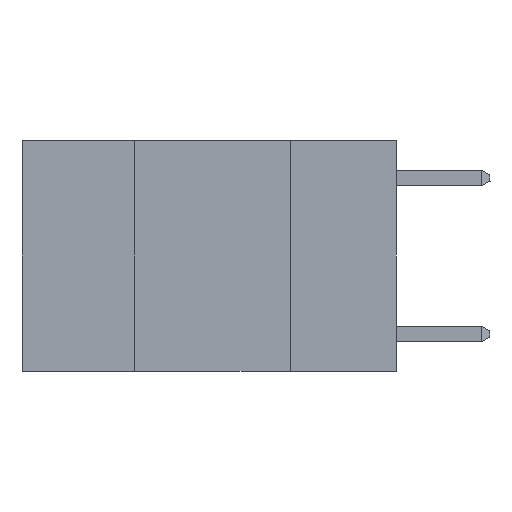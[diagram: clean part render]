
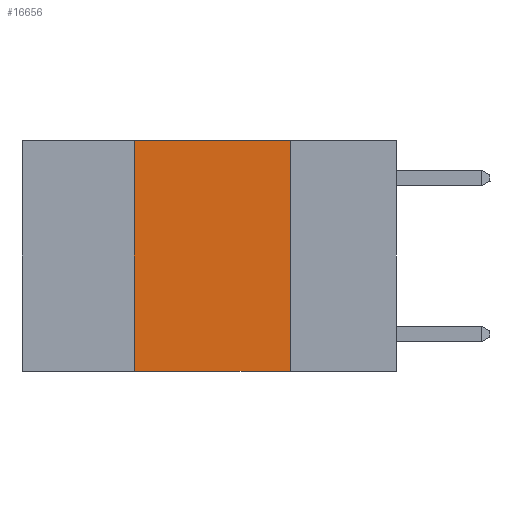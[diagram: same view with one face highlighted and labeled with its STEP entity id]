
A CAD part, left-side view. The second image highlights one B-rep face of the part: STEP entity #16656.
In plain terms, the highlighted planar face has unit normal (-1, 0, 0).
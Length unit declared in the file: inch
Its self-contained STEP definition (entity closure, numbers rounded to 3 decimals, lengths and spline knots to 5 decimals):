
#790 = VERTEX_POINT ( 'NONE', #2403 ) ;
#1125 = AXIS2_PLACEMENT_3D ( 'NONE', #19033, #20591, #10988 ) ;
#2403 = CARTESIAN_POINT ( 'NONE',  ( 0., 0.42, 0. ) ) ;
#3503 = EDGE_CURVE ( 'NONE', #5794, #13912, #19080, .T. ) ;
#4015 = EDGE_CURVE ( 'NONE', #790, #15843, #18069, .T. ) ;
#4402 = LINE ( 'NONE', #17204, #17686 ) ;
#4937 = FACE_OUTER_BOUND ( 'NONE', #16270, .T. ) ;
#5247 = EDGE_CURVE ( 'NONE', #5794, #790, #10418, .T. ) ;
#5794 = VERTEX_POINT ( 'NONE', #15160 ) ;
#7177 = DIRECTION ( 'NONE',  ( 0., -1., 0. ) ) ;
#7920 = EDGE_CURVE ( 'NONE', #15843, #13912, #4402, .T. ) ;
#7936 = CARTESIAN_POINT ( 'NONE',  ( 0., 0.6, 0. ) ) ;
#7961 = DIRECTION ( 'NONE',  ( 0., -1., 0. ) ) ;
#8776 = ORIENTED_EDGE ( 'NONE', *, *, #3503, .T. ) ;
#9134 = DIRECTION ( 'NONE',  ( 0., 0., 1. ) ) ;
#9163 = DIRECTION ( 'NONE',  ( 0., 0., -1. ) ) ;
#9672 = CARTESIAN_POINT ( 'NONE',  ( 0., 0.6, -0.37 ) ) ;
#10418 = LINE ( 'NONE', #18795, #14690 ) ;
#10982 = ORIENTED_EDGE ( 'NONE', *, *, #4015, .F. ) ;
#10988 = DIRECTION ( 'NONE',  ( 0., 0., -1. ) ) ;
#11590 = ORIENTED_EDGE ( 'NONE', *, *, #7920, .F. ) ;
#12548 = PLANE ( 'NONE',  #1125 ) ;
#13758 = CARTESIAN_POINT ( 'NONE',  ( 0., 0.17, -0.37 ) ) ;
#13912 = VERTEX_POINT ( 'NONE', #13758 ) ;
#14690 = VECTOR ( 'NONE', #9134, 39.37008 ) ;
#15160 = CARTESIAN_POINT ( 'NONE',  ( 0., 0.42, -0.37 ) ) ;
#15417 = ORIENTED_EDGE ( 'NONE', *, *, #5247, .F. ) ;
#15843 = VERTEX_POINT ( 'NONE', #19838 ) ;
#16270 = EDGE_LOOP ( 'NONE', ( #11590, #10982, #15417, #8776 ) ) ;
#16656 = ADVANCED_FACE ( 'NONE', ( #4937 ), #12548, .F. ) ;
#17043 = VECTOR ( 'NONE', #7177, 39.37008 ) ;
#17204 = CARTESIAN_POINT ( 'NONE',  ( 0., 0.17, 0. ) ) ;
#17686 = VECTOR ( 'NONE', #9163, 39.37008 ) ;
#18069 = LINE ( 'NONE', #7936, #17043 ) ;
#18590 = VECTOR ( 'NONE', #7961, 39.37008 ) ;
#18795 = CARTESIAN_POINT ( 'NONE',  ( 0., 0.42, 0. ) ) ;
#19033 = CARTESIAN_POINT ( 'NONE',  ( 0., 0.6, 0. ) ) ;
#19080 = LINE ( 'NONE', #9672, #18590 ) ;
#19838 = CARTESIAN_POINT ( 'NONE',  ( 0., 0.17, 0. ) ) ;
#20591 = DIRECTION ( 'NONE',  ( 1., 0., 0. ) ) ;
